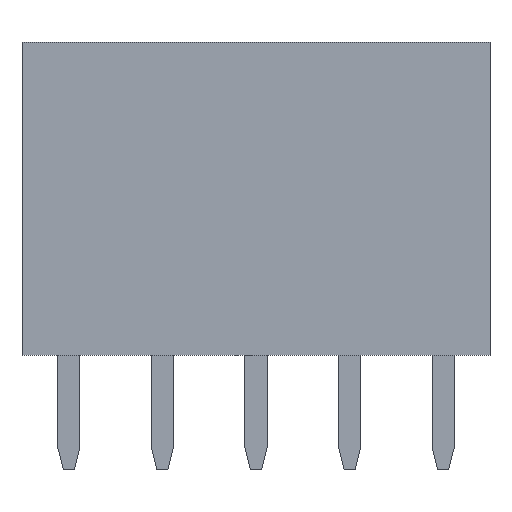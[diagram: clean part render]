
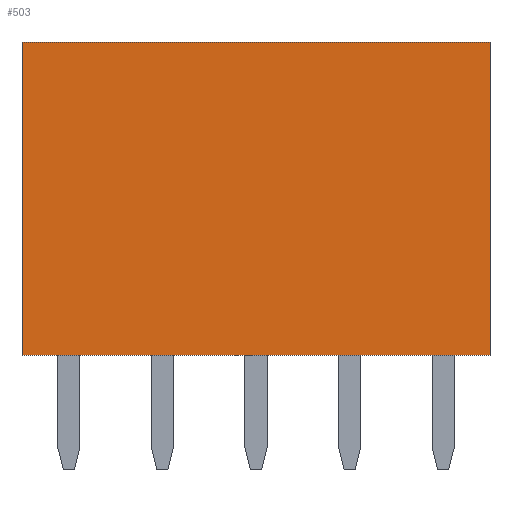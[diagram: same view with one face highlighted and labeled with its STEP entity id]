
A CAD part, left-side view. The second image highlights one B-rep face of the part: STEP entity #503.
In plain terms, the highlighted planar face has unit normal (-1, 0, 0).
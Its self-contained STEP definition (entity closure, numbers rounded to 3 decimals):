
#13=DIRECTION('',(0.,0.,1.));
#27=VECTOR('',#13,1.);
#51=VERTEX_POINT('',#52);
#52=CARTESIAN_POINT('',(-1.27,-11.43,0.));
#57=DIRECTION('',(1.,0.,0.));
#59=EDGE_CURVE('',#51,#60,#62,.T.);
#60=VERTEX_POINT('',#61);
#61=CARTESIAN_POINT('',(-1.27,-11.43,8.5));
#62=LINE('',#52,#27);
#98=VERTEX_POINT('',#99);
#99=CARTESIAN_POINT('',(-1.27,1.27,8.5));
#102=EDGE_CURVE('',#103,#98,#105,.T.);
#103=VERTEX_POINT('',#104);
#104=CARTESIAN_POINT('',(-1.27,1.27,0.));
#105=LINE('',#104,#27);
#125=DIRECTION('',(0.,-1.,0.));
#141=ORIENTED_EDGE('',*,*,#142,.T.);
#142=EDGE_CURVE('',#98,#60,#143,.T.);
#143=LINE('',#99,#144);
#144=VECTOR('',#125,1.);
#267=EDGE_CURVE('',#103,#51,#268,.T.);
#268=LINE('',#104,#144);
#503=ADVANCED_FACE('',(#504),#509,.F.);
#504=FACE_BOUND('',#505,.F.);
#505=EDGE_LOOP('',(#506,#141,#507,#508));
#506=ORIENTED_EDGE('',*,*,#102,.T.);
#507=ORIENTED_EDGE('',*,*,#59,.F.);
#508=ORIENTED_EDGE('',*,*,#267,.F.);
#509=PLANE('',#510);
#510=AXIS2_PLACEMENT_3D('',#104,#57,#125);
